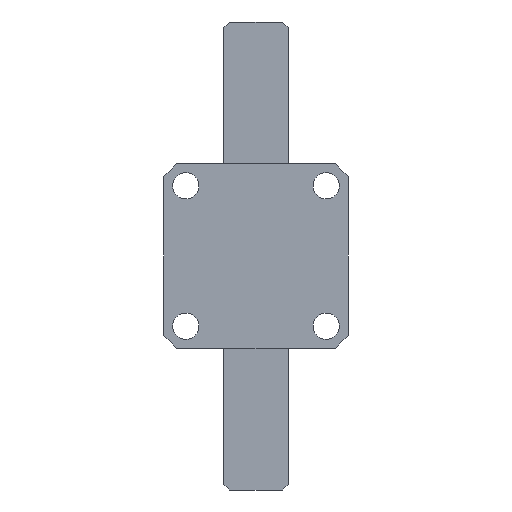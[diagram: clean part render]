
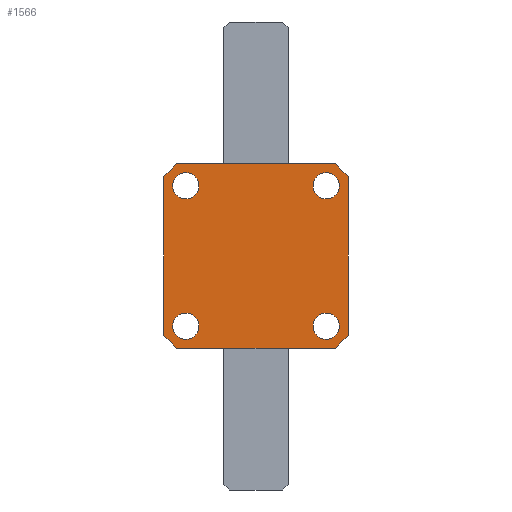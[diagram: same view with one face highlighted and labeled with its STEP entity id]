
A CAD part, front view. The second image highlights one B-rep face of the part: STEP entity #1566.
In plain terms, the highlighted planar face has unit normal (0, -1, 0).
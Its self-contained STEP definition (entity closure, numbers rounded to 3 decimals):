
#115 = CARTESIAN_POINT ( 'NONE',  ( -24., 0., 28.5 ) ) ;
#123 = CARTESIAN_POINT ( 'NONE',  ( -24., 0., -28.5 ) ) ;
#125 = CARTESIAN_POINT ( 'NONE',  ( -27.019, 0., 31.5 ) ) ;
#157 = CARTESIAN_POINT ( 'NONE',  ( 24., 0., 19.5 ) ) ;
#175 = DIRECTION ( 'NONE',  ( 0., 0., 1. ) ) ;
#177 = CARTESIAN_POINT ( 'NONE',  ( -31.5, 0., 31.5 ) ) ;
#202 = DIRECTION ( 'NONE',  ( -1., 0., 0. ) ) ;
#204 = CARTESIAN_POINT ( 'NONE',  ( -31.5, 0., -31.5 ) ) ;
#227 = DIRECTION ( 'NONE',  ( 0., 0., -1. ) ) ;
#228 = DIRECTION ( 'NONE',  ( 0., -1., 0. ) ) ;
#229 = CARTESIAN_POINT ( 'NONE',  ( 0., 0., 0. ) ) ;
#234 = DIRECTION ( 'NONE',  ( 0., 0., -1. ) ) ;
#235 = DIRECTION ( 'NONE',  ( 0., -1., 0. ) ) ;
#236 = CARTESIAN_POINT ( 'NONE',  ( 0., 0., 0. ) ) ;
#254 = VERTEX_POINT ( 'NONE', #5139 ) ;
#279 = VERTEX_POINT ( 'NONE', #5097 ) ;
#301 = VERTEX_POINT ( 'NONE', #5134 ) ;
#310 = VERTEX_POINT ( 'NONE', #5106 ) ;
#317 = VERTEX_POINT ( 'NONE', #5091 ) ;
#341 = VERTEX_POINT ( 'NONE', #5068 ) ;
#362 = VERTEX_POINT ( 'NONE', #3859 ) ;
#376 = VERTEX_POINT ( 'NONE', #3956 ) ;
#402 = VERTEX_POINT ( 'NONE', #3921 ) ;
#407 = VERTEX_POINT ( 'NONE', #3785 ) ;
#422 = VERTEX_POINT ( 'NONE', #3798 ) ;
#426 = VERTEX_POINT ( 'NONE', #3810 ) ;
#530 = ORIENTED_EDGE ( 'NONE', *, *, #1073, .F. ) ;
#540 = ORIENTED_EDGE ( 'NONE', *, *, #1020, .F. ) ;
#562 = ORIENTED_EDGE ( 'NONE', *, *, #1078, .F. ) ;
#581 = ORIENTED_EDGE ( 'NONE', *, *, #1167, .F. ) ;
#954 = ORIENTED_EDGE ( 'NONE', *, *, #1085, .F. ) ;
#955 = ORIENTED_EDGE ( 'NONE', *, *, #1159, .F. ) ;
#956 = ORIENTED_EDGE ( 'NONE', *, *, #1161, .F. ) ;
#957 = ORIENTED_EDGE ( 'NONE', *, *, #987, .F. ) ;
#958 = ORIENTED_EDGE ( 'NONE', *, *, #2268, .T. ) ;
#959 = ORIENTED_EDGE ( 'NONE', *, *, #2166, .F. ) ;
#960 = ORIENTED_EDGE ( 'NONE', *, *, #2141, .T. ) ;
#961 = ORIENTED_EDGE ( 'NONE', *, *, #2255, .F. ) ;
#969 = ORIENTED_EDGE ( 'NONE', *, *, #2291, .F. ) ;
#970 = ORIENTED_EDGE ( 'NONE', *, *, #2265, .T. ) ;
#987 = EDGE_CURVE ( 'NONE', #4851, #254, #4998, .T. ) ;
#995 = ORIENTED_EDGE ( 'NONE', *, *, #1098, .F. ) ;
#1002 = ORIENTED_EDGE ( 'NONE', *, *, #1121, .T. ) ;
#1020 = EDGE_CURVE ( 'NONE', #4627, #362, #5037, .T. ) ;
#1073 = EDGE_CURVE ( 'NONE', #310, #317, #4818, .T. ) ;
#1078 = EDGE_CURVE ( 'NONE', #362, #4627, #4817, .T. ) ;
#1085 = EDGE_CURVE ( 'NONE', #4987, #301, #4992, .T. ) ;
#1098 = EDGE_CURVE ( 'NONE', #376, #4860, #5001, .T. ) ;
#1121 = EDGE_CURVE ( 'NONE', #422, #407, #4832, .T. ) ;
#1159 = EDGE_CURVE ( 'NONE', #301, #4987, #4682, .T. ) ;
#1161 = EDGE_CURVE ( 'NONE', #4860, #376, #4690, .T. ) ;
#1167 = EDGE_CURVE ( 'NONE', #317, #310, #4704, .T. ) ;
#1566 = ADVANCED_FACE ( 'NONE', ( #3227, #3222, #3226, #3223, #3225 ), #4062, .T. ) ;
#2061 = AXIS2_PLACEMENT_3D ( 'NONE', #5335, #5330, #5329 ) ;
#2080 = AXIS2_PLACEMENT_3D ( 'NONE', #4065, #4066, #4057 ) ;
#2115 = AXIS2_PLACEMENT_3D ( 'NONE', #3682, #3578, #3508 ) ;
#2116 = AXIS2_PLACEMENT_3D ( 'NONE', #3523, #3522, #3520 ) ;
#2117 = AXIS2_PLACEMENT_3D ( 'NONE', #3506, #3505, #3504 ) ;
#2122 = AXIS2_PLACEMENT_3D ( 'NONE', #3749, #3981, #3736 ) ;
#2124 = AXIS2_PLACEMENT_3D ( 'NONE', #3960, #3762, #3961 ) ;
#2141 = EDGE_CURVE ( 'NONE', #4851, #341, #3180, .T. ) ;
#2148 = AXIS2_PLACEMENT_3D ( 'NONE', #3701, #3773, #3928 ) ;
#2149 = AXIS2_PLACEMENT_3D ( 'NONE', #3531, #3937, #3786 ) ;
#2151 = AXIS2_PLACEMENT_3D ( 'NONE', #3534, #3800, #3852 ) ;
#2166 = EDGE_CURVE ( 'NONE', #402, #407, #3167, .T. ) ;
#2208 = AXIS2_PLACEMENT_3D ( 'NONE', #3952, #3985, #3978 ) ;
#2255 = EDGE_CURVE ( 'NONE', #422, #426, #3092, .T. ) ;
#2265 = EDGE_CURVE ( 'NONE', #279, #426, #3081, .T. ) ;
#2268 = EDGE_CURVE ( 'NONE', #402, #254, #3080, .T. ) ;
#2291 = EDGE_CURVE ( 'NONE', #279, #341, #3063, .T. ) ;
#3061 = VECTOR ( 'NONE', #175, 1000. ) ;
#3063 = LINE ( 'NONE', #177, #3061 ) ;
#3080 = CIRCLE ( 'NONE', #5539, 41.5 ) ;
#3081 = CIRCLE ( 'NONE', #5587, 41.5 ) ;
#3089 = VECTOR ( 'NONE', #202, 1000. ) ;
#3092 = LINE ( 'NONE', #204, #3089 ) ;
#3156 = VECTOR ( 'NONE', #5325, 1000. ) ;
#3167 = LINE ( 'NONE', #5253, #3156 ) ;
#3180 = CIRCLE ( 'NONE', #2061, 41.5 ) ;
#3222 = FACE_BOUND ( 'NONE', #4873, .T. ) ;
#3223 = FACE_BOUND ( 'NONE', #4601, .T. ) ;
#3225 = FACE_OUTER_BOUND ( 'NONE', #4645, .T. ) ;
#3226 = FACE_BOUND ( 'NONE', #4691, .T. ) ;
#3227 = FACE_BOUND ( 'NONE', #4889, .T. ) ;
#3504 = DIRECTION ( 'NONE',  ( 0., 0., -1. ) ) ;
#3505 = DIRECTION ( 'NONE',  ( 0., -1., 0. ) ) ;
#3506 = CARTESIAN_POINT ( 'NONE',  ( 24., 0., -24. ) ) ;
#3508 = DIRECTION ( 'NONE',  ( 0., 0., -1. ) ) ;
#3520 = DIRECTION ( 'NONE',  ( 0., 0., -1. ) ) ;
#3522 = DIRECTION ( 'NONE',  ( 0., -1., 0. ) ) ;
#3523 = CARTESIAN_POINT ( 'NONE',  ( -24., 0., -24. ) ) ;
#3531 = CARTESIAN_POINT ( 'NONE',  ( 24., 0., -24. ) ) ;
#3534 = CARTESIAN_POINT ( 'NONE',  ( 24., 0., 24. ) ) ;
#3578 = DIRECTION ( 'NONE',  ( 0., -1., 0. ) ) ;
#3604 = CARTESIAN_POINT ( 'NONE',  ( -31.5, 0., 31.5 ) ) ;
#3611 = DIRECTION ( 'NONE',  ( 1., 0., 0. ) ) ;
#3682 = CARTESIAN_POINT ( 'NONE',  ( -24., 0., 24. ) ) ;
#3701 = CARTESIAN_POINT ( 'NONE',  ( -24., 0., 24. ) ) ;
#3736 = DIRECTION ( 'NONE',  ( 0., 0., -1. ) ) ;
#3749 = CARTESIAN_POINT ( 'NONE',  ( -24., 0., -24. ) ) ;
#3762 = DIRECTION ( 'NONE',  ( 0., -1., 0. ) ) ;
#3773 = DIRECTION ( 'NONE',  ( 0., -1., 0. ) ) ;
#3785 = CARTESIAN_POINT ( 'NONE',  ( 31.5, 0., -27.019 ) ) ;
#3786 = DIRECTION ( 'NONE',  ( 0., 0., -1. ) ) ;
#3798 = CARTESIAN_POINT ( 'NONE',  ( 27.019, 0., -31.5 ) ) ;
#3800 = DIRECTION ( 'NONE',  ( 0., -1., 0. ) ) ;
#3810 = CARTESIAN_POINT ( 'NONE',  ( -27.019, 0., -31.5 ) ) ;
#3852 = DIRECTION ( 'NONE',  ( 0., 0., -1. ) ) ;
#3859 = CARTESIAN_POINT ( 'NONE',  ( 24., 0., 28.5 ) ) ;
#3921 = CARTESIAN_POINT ( 'NONE',  ( 31.5, 0., 27.019 ) ) ;
#3928 = DIRECTION ( 'NONE',  ( 0., 0., -1. ) ) ;
#3937 = DIRECTION ( 'NONE',  ( 0., -1., 0. ) ) ;
#3952 = CARTESIAN_POINT ( 'NONE',  ( 24., 0., 24. ) ) ;
#3956 = CARTESIAN_POINT ( 'NONE',  ( -24., 0., -19.5 ) ) ;
#3960 = CARTESIAN_POINT ( 'NONE',  ( 0., 0., 0. ) ) ;
#3961 = DIRECTION ( 'NONE',  ( 0., 0., -1. ) ) ;
#3978 = DIRECTION ( 'NONE',  ( 0., 0., -1. ) ) ;
#3981 = DIRECTION ( 'NONE',  ( 0., -1., 0. ) ) ;
#3985 = DIRECTION ( 'NONE',  ( 0., -1., 0. ) ) ;
#4057 = DIRECTION ( 'NONE',  ( 0., 0., -1. ) ) ;
#4062 = PLANE ( 'NONE',  #2080 ) ;
#4065 = CARTESIAN_POINT ( 'NONE',  ( 0., 0., 0. ) ) ;
#4066 = DIRECTION ( 'NONE',  ( 0., -1., 0. ) ) ;
#4601 = EDGE_LOOP ( 'NONE', ( #995, #956 ) ) ;
#4627 = VERTEX_POINT ( 'NONE', #157 ) ;
#4645 = EDGE_LOOP ( 'NONE', ( #961, #1002, #959, #958, #957, #960, #969, #970 ) ) ;
#4682 = CIRCLE ( 'NONE', #2115, 4.5 ) ;
#4690 = CIRCLE ( 'NONE', #2116, 4.5 ) ;
#4691 = EDGE_LOOP ( 'NONE', ( #954, #955 ) ) ;
#4704 = CIRCLE ( 'NONE', #2117, 4.5 ) ;
#4817 = CIRCLE ( 'NONE', #2151, 4.5 ) ;
#4818 = CIRCLE ( 'NONE', #2149, 4.5 ) ;
#4832 = CIRCLE ( 'NONE', #2124, 41.5 ) ;
#4851 = VERTEX_POINT ( 'NONE', #125 ) ;
#4860 = VERTEX_POINT ( 'NONE', #123 ) ;
#4873 = EDGE_LOOP ( 'NONE', ( #562, #540 ) ) ;
#4889 = EDGE_LOOP ( 'NONE', ( #530, #581 ) ) ;
#4976 = VECTOR ( 'NONE', #3611, 1000. ) ;
#4987 = VERTEX_POINT ( 'NONE', #115 ) ;
#4992 = CIRCLE ( 'NONE', #2148, 4.5 ) ;
#4998 = LINE ( 'NONE', #3604, #4976 ) ;
#5001 = CIRCLE ( 'NONE', #2122, 4.5 ) ;
#5037 = CIRCLE ( 'NONE', #2208, 4.5 ) ;
#5068 = CARTESIAN_POINT ( 'NONE',  ( -31.5, 0., 27.019 ) ) ;
#5091 = CARTESIAN_POINT ( 'NONE',  ( 24., 0., -28.5 ) ) ;
#5097 = CARTESIAN_POINT ( 'NONE',  ( -31.5, 0., -27.019 ) ) ;
#5106 = CARTESIAN_POINT ( 'NONE',  ( 24., 0., -19.5 ) ) ;
#5134 = CARTESIAN_POINT ( 'NONE',  ( -24., 0., 19.5 ) ) ;
#5139 = CARTESIAN_POINT ( 'NONE',  ( 27.019, 0., 31.5 ) ) ;
#5253 = CARTESIAN_POINT ( 'NONE',  ( 31.5, 0., 31.5 ) ) ;
#5325 = DIRECTION ( 'NONE',  ( 0., 0., -1. ) ) ;
#5329 = DIRECTION ( 'NONE',  ( 0., 0., -1. ) ) ;
#5330 = DIRECTION ( 'NONE',  ( 0., -1., 0. ) ) ;
#5335 = CARTESIAN_POINT ( 'NONE',  ( 0., 0., 0. ) ) ;
#5539 = AXIS2_PLACEMENT_3D ( 'NONE', #229, #228, #227 ) ;
#5587 = AXIS2_PLACEMENT_3D ( 'NONE', #236, #235, #234 ) ;
